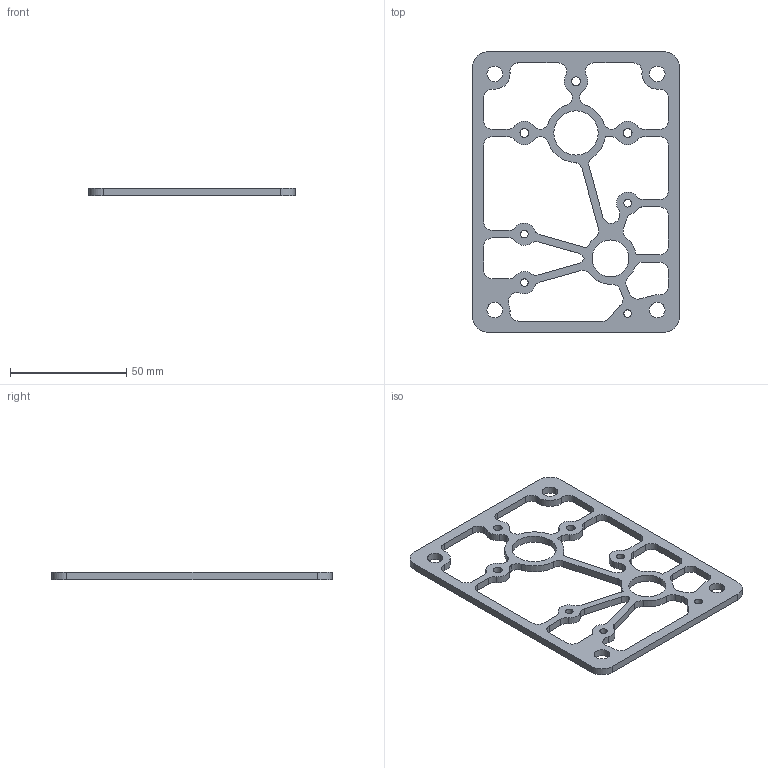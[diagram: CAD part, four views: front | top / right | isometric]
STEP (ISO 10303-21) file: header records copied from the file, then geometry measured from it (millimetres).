
FILE_DESCRIPTION (( 'STEP AP214' ), '1' );
FILE_NAME ('Front Mounting Plate.STEP', '2017-03-27T19:00:05', ( '' ), ( '' ), 'SwSTEP 2.0', 'SolidWorks 2016', '' );
FILE_SCHEMA (( 'AUTOMOTIVE_DESIGN' ));
Length unit declared in the file: inch
Products named in the file (1): Front Mounting Plate
Bounding box: 88.9 x 120.65 x 3.17 mm (x, y, z)
Volume: 12387.5 mm3; surface area: 12805.3 mm2
Topology: 1 solids, 1 shells, 165 faces, 489 edges, 326 vertices
Faces by surface type: cylinder 124, plane 41
Entity records: 5775 total; most frequent: DIRECTION 1069, CARTESIAN_POINT 981, ORIENTED_EDGE 978, EDGE_CURVE 489, AXIS2_PLACEMENT_3D 414, VERTEX_POINT 326, CIRCLE 248, LINE 241
